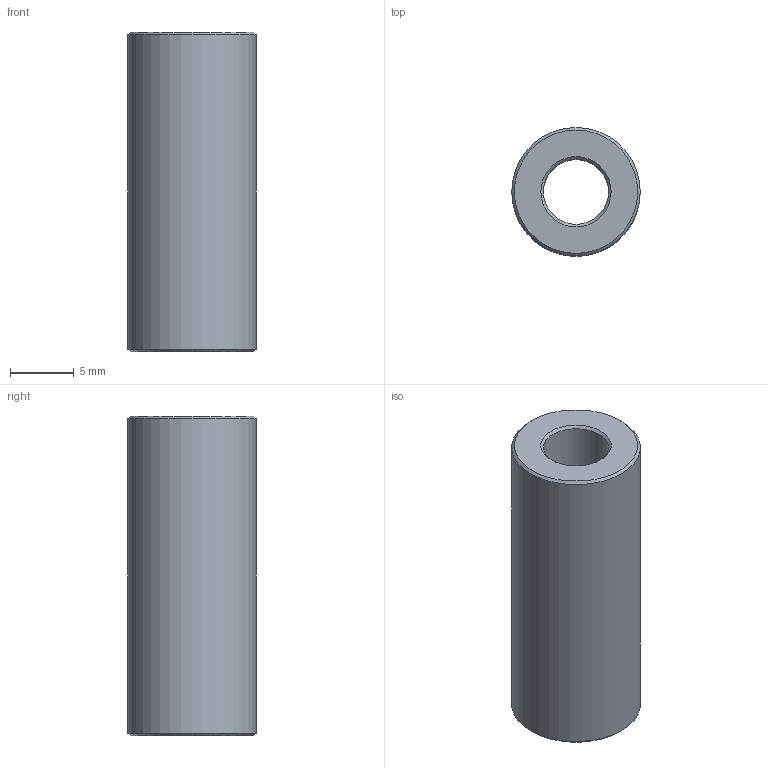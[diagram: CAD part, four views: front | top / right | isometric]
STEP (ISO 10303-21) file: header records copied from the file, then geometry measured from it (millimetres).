
FILE_DESCRIPTION(('FreeCAD Model'),'2;1');
FILE_NAME('Open CASCADE Shape Model','2024-04-09T20:04:00',(''),(''), 'Open CASCADE STEP processor 7.6','FreeCAD','Unknown');
FILE_SCHEMA(('AUTOMOTIVE_DESIGN { 1 0 10303 214 1 1 1 1 }'));
Length unit declared in the file: millimetre
Products named in the file (2): BE_Bottom_Stopper; Bottom_Stopper-Body
Assembly tree (1 placements, depth 2):
  BE_Bottom_Stopper
    Bottom_Stopper-Body
Bounding box: 10.05 x 10.05 x 25 mm (x, y, z)
Volume: 1470.6 mm3; surface area: 1296.5 mm2
Topology: 1 solids, 1 shells, 8 faces, 14 edges, 8 vertices
Faces by surface type: cone 4, cylinder 2, plane 2
Full cylindrical faces by diameter (mm): 5.1 x1, 10.05 x1
Entity records: 420 total; most frequent: DIRECTION 70, CARTESIAN_POINT 60, LINE 30, VECTOR 30, ORIENTED_EDGE 28, PCURVE 28, DEFINITIONAL_REPRESENTATION 28, AXIS2_PLACEMENT_3D 18
